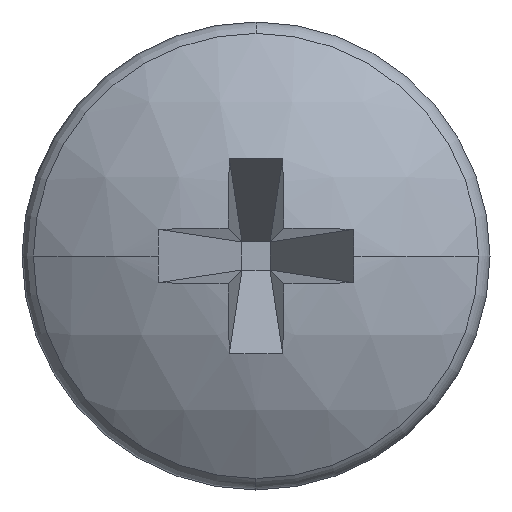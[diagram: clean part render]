
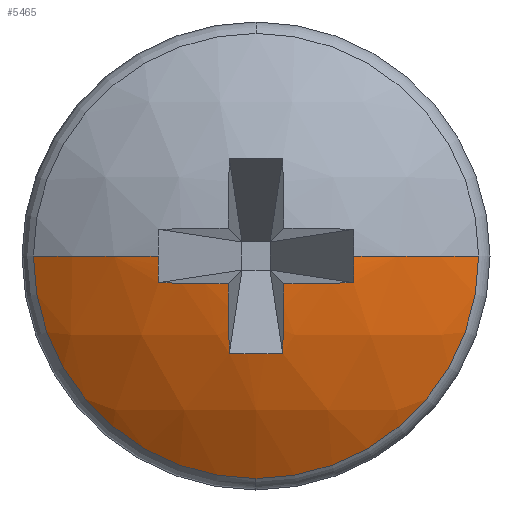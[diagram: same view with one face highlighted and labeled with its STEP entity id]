
A CAD part, left-side view. The second image highlights one B-rep face of the part: STEP entity #5465.
In plain terms, the highlighted spherical face has radius 3.2 mm.
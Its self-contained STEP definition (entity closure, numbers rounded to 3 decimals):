
#99 = EDGE_CURVE ( 'NONE', #1203, #4889, #3997, .T. ) ;
#143 = VERTEX_POINT ( 'NONE', #6997 ) ;
#290 = CIRCLE ( 'NONE', #6504, 1.903 ) ;
#371 = CARTESIAN_POINT ( 'NONE',  ( 0.118, -0.228, -0.831 ) ) ;
#437 = AXIS2_PLACEMENT_3D ( 'NONE', #3076, #7500, #1258 ) ;
#443 = CIRCLE ( 'NONE', #5720, 3.199 ) ;
#445 = VERTEX_POINT ( 'NONE', #6038 ) ;
#607 = CARTESIAN_POINT ( 'NONE',  ( 0.118, -0.831, -0.228 ) ) ;
#613 = VERTEX_POINT ( 'NONE', #5621 ) ;
#640 = AXIS2_PLACEMENT_3D ( 'NONE', #3408, #3532, #4822 ) ;
#719 = DIRECTION ( 'NONE',  ( 0.833, 0.553, 0. ) ) ;
#908 = AXIS2_PLACEMENT_3D ( 'NONE', #3900, #4475, #1883 ) ;
#938 = CARTESIAN_POINT ( 'NONE',  ( 0.111, -0.836, 0. ) ) ;
#1043 = DIRECTION ( 'NONE',  ( -0.833, 0., -0.553 ) ) ;
#1047 = CIRCLE ( 'NONE', #908, 3.199 ) ;
#1071 = DIRECTION ( 'NONE',  ( -0.1, 0.995, 0. ) ) ;
#1203 = VERTEX_POINT ( 'NONE', #5350 ) ;
#1211 = DIRECTION ( 'NONE',  ( 0., 0., 1. ) ) ;
#1258 = DIRECTION ( 'NONE',  ( -0.833, 0.553, 0. ) ) ;
#1421 = EDGE_CURVE ( 'NONE', #1203, #143, #443, .T. ) ;
#1453 = DIRECTION ( 'NONE',  ( 0., 0., 1. ) ) ;
#1461 = EDGE_CURVE ( 'NONE', #143, #445, #1047, .T. ) ;
#1561 = CIRCLE ( 'NONE', #640, 1.903 ) ;
#1584 = CIRCLE ( 'NONE', #4610, 3.036 ) ;
#1720 = CIRCLE ( 'NONE', #2895, 3.2 ) ;
#1878 = DIRECTION ( 'NONE',  ( 0.553, -0.833, 0. ) ) ;
#1883 = DIRECTION ( 'NONE',  ( 0.995, -0.1, 0. ) ) ;
#1919 = EDGE_CURVE ( 'NONE', #3892, #4889, #3572, .T. ) ;
#2028 = ORIENTED_EDGE ( 'NONE', *, *, #4439, .T. ) ;
#2041 = EDGE_CURVE ( 'NONE', #3892, #613, #290, .T. ) ;
#2122 = ORIENTED_EDGE ( 'NONE', *, *, #1919, .F. ) ;
#2131 = ORIENTED_EDGE ( 'NONE', *, *, #2650, .F. ) ;
#2137 = ORIENTED_EDGE ( 'NONE', *, *, #7857, .T. ) ;
#2189 = VERTEX_POINT ( 'NONE', #371 ) ;
#2627 = CIRCLE ( 'NONE', #4218, 3.036 ) ;
#2650 = EDGE_CURVE ( 'NONE', #2189, #4159, #5457, .T. ) ;
#2895 = AXIS2_PLACEMENT_3D ( 'NONE', #3477, #5338, #4226 ) ;
#3004 = CARTESIAN_POINT ( 'NONE',  ( 0.018, -0.238, -0.238 ) ) ;
#3076 = CARTESIAN_POINT ( 'NONE',  ( 2.64, -0.843, 0. ) ) ;
#3235 = DIRECTION ( 'NONE',  ( -0.1, 0., 0.995 ) ) ;
#3275 = DIRECTION ( 'NONE',  ( 0.995, 0., 0.1 ) ) ;
#3301 = CARTESIAN_POINT ( 'NONE',  ( 0.627, 0., 0. ) ) ;
#3408 = CARTESIAN_POINT ( 'NONE',  ( 0.627, 0., 0. ) ) ;
#3475 = VERTEX_POINT ( 'NONE', #5172 ) ;
#3477 = CARTESIAN_POINT ( 'NONE',  ( 3.2, 0., 0. ) ) ;
#3532 = DIRECTION ( 'NONE',  ( -1., 0., 0. ) ) ;
#3572 = CIRCLE ( 'NONE', #7151, 3.2 ) ;
#3588 = DIRECTION ( 'NONE',  ( -0.995, -0.1, 0. ) ) ;
#3758 = DIRECTION ( 'NONE',  ( 0., 1., 0. ) ) ;
#3892 = VERTEX_POINT ( 'NONE', #5778 ) ;
#3900 = CARTESIAN_POINT ( 'NONE',  ( 3.192, -0.082, 0. ) ) ;
#3906 = CARTESIAN_POINT ( 'NONE',  ( 3.192, 0., 0.082 ) ) ;
#3997 = CIRCLE ( 'NONE', #437, 3.036 ) ;
#4070 = ORIENTED_EDGE ( 'NONE', *, *, #8154, .T. ) ;
#4159 = VERTEX_POINT ( 'NONE', #3004 ) ;
#4218 = AXIS2_PLACEMENT_3D ( 'NONE', #6836, #1878, #719 ) ;
#4226 = DIRECTION ( 'NONE',  ( 0., 1., 0. ) ) ;
#4240 = ORIENTED_EDGE ( 'NONE', *, *, #99, .T. ) ;
#4402 = CARTESIAN_POINT ( 'NONE',  ( 3.192, 0., 0.082 ) ) ;
#4439 = EDGE_CURVE ( 'NONE', #613, #3475, #1561, .T. ) ;
#4475 = DIRECTION ( 'NONE',  ( -0.1, -0.995, 0. ) ) ;
#4610 = AXIS2_PLACEMENT_3D ( 'NONE', #6701, #7953, #1043 ) ;
#4805 = CARTESIAN_POINT ( 'NONE',  ( 0.111, 0.836, 0. ) ) ;
#4822 = DIRECTION ( 'NONE',  ( 0., 0., 1. ) ) ;
#4889 = VERTEX_POINT ( 'NONE', #4805 ) ;
#4897 = AXIS2_PLACEMENT_3D ( 'NONE', #3906, #3235, #3275 ) ;
#4957 = SPHERICAL_SURFACE ( 'NONE', #7390, 3.2 ) ;
#5146 = ORIENTED_EDGE ( 'NONE', *, *, #8186, .T. ) ;
#5172 = CARTESIAN_POINT ( 'NONE',  ( 0.627, -1.903, 0. ) ) ;
#5338 = DIRECTION ( 'NONE',  ( 0., 0., -1. ) ) ;
#5350 = CARTESIAN_POINT ( 'NONE',  ( 0.118, 0.831, -0.228 ) ) ;
#5407 = CARTESIAN_POINT ( 'NONE',  ( 3.192, 0.082, 0. ) ) ;
#5457 = CIRCLE ( 'NONE', #6519, 3.199 ) ;
#5465 = ADVANCED_FACE ( 'NONE', ( #6936 ), #4957, .T. ) ;
#5621 = CARTESIAN_POINT ( 'NONE',  ( 0.627, 0., -1.903 ) ) ;
#5633 = DIRECTION ( 'NONE',  ( -0.1, 0., 0.995 ) ) ;
#5714 = ORIENTED_EDGE ( 'NONE', *, *, #2041, .T. ) ;
#5720 = AXIS2_PLACEMENT_3D ( 'NONE', #4402, #5633, #6387 ) ;
#5763 = VERTEX_POINT ( 'NONE', #938 ) ;
#5778 = CARTESIAN_POINT ( 'NONE',  ( 0.627, 1.903, 0. ) ) ;
#5784 = DIRECTION ( 'NONE',  ( -1., 0., 0. ) ) ;
#6038 = CARTESIAN_POINT ( 'NONE',  ( 0.118, 0.228, -0.831 ) ) ;
#6085 = EDGE_CURVE ( 'NONE', #4159, #7265, #7401, .T. ) ;
#6359 = CARTESIAN_POINT ( 'NONE',  ( 3.2, 0., 0. ) ) ;
#6387 = DIRECTION ( 'NONE',  ( 0.995, 0., 0.1 ) ) ;
#6504 = AXIS2_PLACEMENT_3D ( 'NONE', #3301, #5784, #1453 ) ;
#6519 = AXIS2_PLACEMENT_3D ( 'NONE', #5407, #1071, #3588 ) ;
#6661 = ORIENTED_EDGE ( 'NONE', *, *, #1461, .F. ) ;
#6701 = CARTESIAN_POINT ( 'NONE',  ( 2.64, 0., 0.843 ) ) ;
#6836 = CARTESIAN_POINT ( 'NONE',  ( 2.64, 0.843, 0. ) ) ;
#6890 = ORIENTED_EDGE ( 'NONE', *, *, #6085, .F. ) ;
#6928 = ORIENTED_EDGE ( 'NONE', *, *, #1421, .F. ) ;
#6936 = FACE_OUTER_BOUND ( 'NONE', #8031, .T. ) ;
#6997 = CARTESIAN_POINT ( 'NONE',  ( 0.018, 0.238, -0.238 ) ) ;
#7151 = AXIS2_PLACEMENT_3D ( 'NONE', #8117, #1211, #7532 ) ;
#7265 = VERTEX_POINT ( 'NONE', #607 ) ;
#7390 = AXIS2_PLACEMENT_3D ( 'NONE', #6359, #7474, #3758 ) ;
#7401 = CIRCLE ( 'NONE', #4897, 3.199 ) ;
#7474 = DIRECTION ( 'NONE',  ( 0., 0., -1. ) ) ;
#7500 = DIRECTION ( 'NONE',  ( 0.553, 0.833, 0. ) ) ;
#7532 = DIRECTION ( 'NONE',  ( 1., 0., 0. ) ) ;
#7857 = EDGE_CURVE ( 'NONE', #5763, #7265, #2627, .T. ) ;
#7953 = DIRECTION ( 'NONE',  ( 0.553, 0., -0.833 ) ) ;
#8031 = EDGE_LOOP ( 'NONE', ( #5714, #2028, #4070, #2137, #6890, #2131, #5146, #6661, #6928, #4240, #2122 ) ) ;
#8117 = CARTESIAN_POINT ( 'NONE',  ( 3.2, 0., 0. ) ) ;
#8154 = EDGE_CURVE ( 'NONE', #3475, #5763, #1720, .T. ) ;
#8186 = EDGE_CURVE ( 'NONE', #2189, #445, #1584, .T. ) ;
